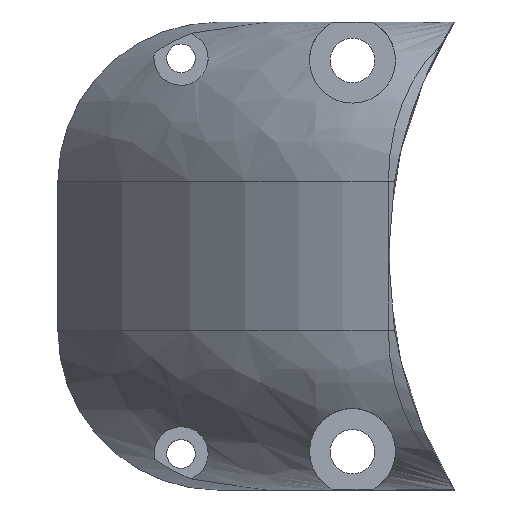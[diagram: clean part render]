
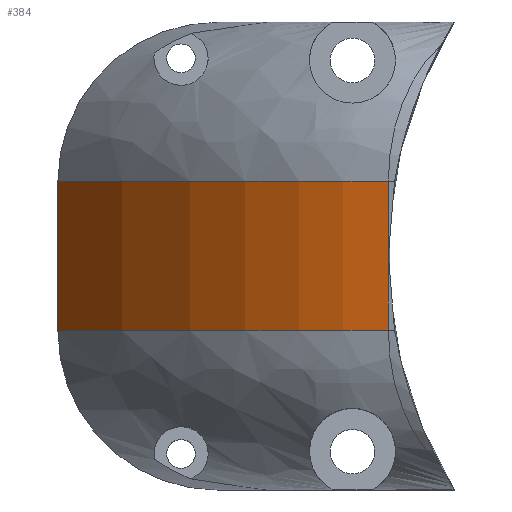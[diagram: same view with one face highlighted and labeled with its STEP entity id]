
A CAD part, top view. The second image highlights one B-rep face of the part: STEP entity #384.
In plain terms, the highlighted free-form (B-spline) face has degree [3, 1] with [4, 2] control points.
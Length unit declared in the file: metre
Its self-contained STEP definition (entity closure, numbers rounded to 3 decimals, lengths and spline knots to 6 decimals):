
#16=B_SPLINE_SURFACE_WITH_KNOTS('',3,1,((#622,#623),(#624,#625),(#626,#627),
(#628,#629)),.SURF_OF_LINEAR_EXTRUSION.,.F.,.F.,.F.,(4,4),(2,2),(0.,0.573725),
(0.,1.),.PIECEWISE_BEZIER_KNOTS.);
#25=LINE('',#580,#38);
#26=LINE('',#587,#39);
#32=LINE('',#639,#45);
#38=VECTOR('',#482,1.);
#39=VECTOR('',#485,1.);
#45=VECTOR('',#493,1.);
#57=B_SPLINE_CURVE_WITH_KNOTS('',3,(#630,#631,#632,#633,#634,#635,#636,
#637),.UNSPECIFIED.,.F.,.F.,(4,2,2,4),(0.,0.5,0.75,1.),.UNSPECIFIED.);
#58=B_SPLINE_CURVE_WITH_KNOTS('',3,(#641,#642,#643,#644,#645,#646,#647,
#648),.UNSPECIFIED.,.F.,.F.,(4,2,2,4),(0.,0.5,0.75,1.),.UNSPECIFIED.);
#92=ORIENTED_EDGE('',*,*,#196,.F.);
#93=ORIENTED_EDGE('',*,*,#197,.F.);
#94=ORIENTED_EDGE('',*,*,#198,.T.);
#95=ORIENTED_EDGE('',*,*,#187,.T.);
#96=ORIENTED_EDGE('',*,*,#185,.T.);
#185=EDGE_CURVE('',#236,#237,#25,.T.);
#187=EDGE_CURVE('',#239,#236,#26,.T.);
#196=EDGE_CURVE('',#247,#237,#57,.T.);
#197=EDGE_CURVE('',#248,#247,#32,.T.);
#198=EDGE_CURVE('',#248,#239,#58,.T.);
#236=VERTEX_POINT('',#574);
#237=VERTEX_POINT('',#579);
#239=VERTEX_POINT('',#588);
#247=VERTEX_POINT('',#638);
#248=VERTEX_POINT('',#640);
#294=EDGE_LOOP('',(#92,#93,#94,#95,#96));
#335=FACE_BOUND('',#294,.T.);
#384=ADVANCED_FACE('',(#335),#16,.T.);
#482=DIRECTION('',(0.,1.,0.));
#485=DIRECTION('',(0.,1.,0.));
#493=DIRECTION('',(0.,1.,0.));
#574=CARTESIAN_POINT('',(-0.02815,0.,0.132784));
#579=CARTESIAN_POINT('',(-0.02815,0.004682,0.132784));
#580=CARTESIAN_POINT('',(-0.02815,-0.014684,0.132784));
#587=CARTESIAN_POINT('',(-0.02815,-0.014684,0.132784));
#588=CARTESIAN_POINT('',(-0.02815,-0.004682,0.132784));
#622=CARTESIAN_POINT('',(-0.0489,-0.004682,0.114));
#623=CARTESIAN_POINT('',(-0.0489,0.004682,0.114));
#624=CARTESIAN_POINT('',(-0.042733,-0.004682,0.124665));
#625=CARTESIAN_POINT('',(-0.042733,0.004682,0.124665));
#626=CARTESIAN_POINT('',(-0.035816,-0.004682,0.130927));
#627=CARTESIAN_POINT('',(-0.035816,0.004682,0.130927));
#628=CARTESIAN_POINT('',(-0.02815,-0.004682,0.132784));
#629=CARTESIAN_POINT('',(-0.02815,0.004682,0.132784));
#630=CARTESIAN_POINT('',(-0.0489,0.004682,0.114));
#631=CARTESIAN_POINT('',(-0.045816,0.004682,0.119333));
#632=CARTESIAN_POINT('',(-0.042545,0.004682,0.123564));
#633=CARTESIAN_POINT('',(-0.037358,0.004682,0.12826));
#634=CARTESIAN_POINT('',(-0.035582,0.004682,0.12955));
#635=CARTESIAN_POINT('',(-0.031936,0.004682,0.13158));
#636=CARTESIAN_POINT('',(-0.030066,0.004682,0.13232));
#637=CARTESIAN_POINT('',(-0.02815,0.004682,0.132784));
#638=CARTESIAN_POINT('',(-0.0489,0.004682,0.114));
#639=CARTESIAN_POINT('',(-0.0489,-0.014684,0.114));
#640=CARTESIAN_POINT('',(-0.0489,-0.004682,0.114));
#641=CARTESIAN_POINT('',(-0.0489,-0.004682,0.114));
#642=CARTESIAN_POINT('',(-0.045816,-0.004682,0.119333));
#643=CARTESIAN_POINT('',(-0.042545,-0.004682,0.123564));
#644=CARTESIAN_POINT('',(-0.037358,-0.004682,0.12826));
#645=CARTESIAN_POINT('',(-0.035582,-0.004682,0.12955));
#646=CARTESIAN_POINT('',(-0.031936,-0.004682,0.13158));
#647=CARTESIAN_POINT('',(-0.030066,-0.004682,0.13232));
#648=CARTESIAN_POINT('',(-0.02815,-0.004682,0.132784));
